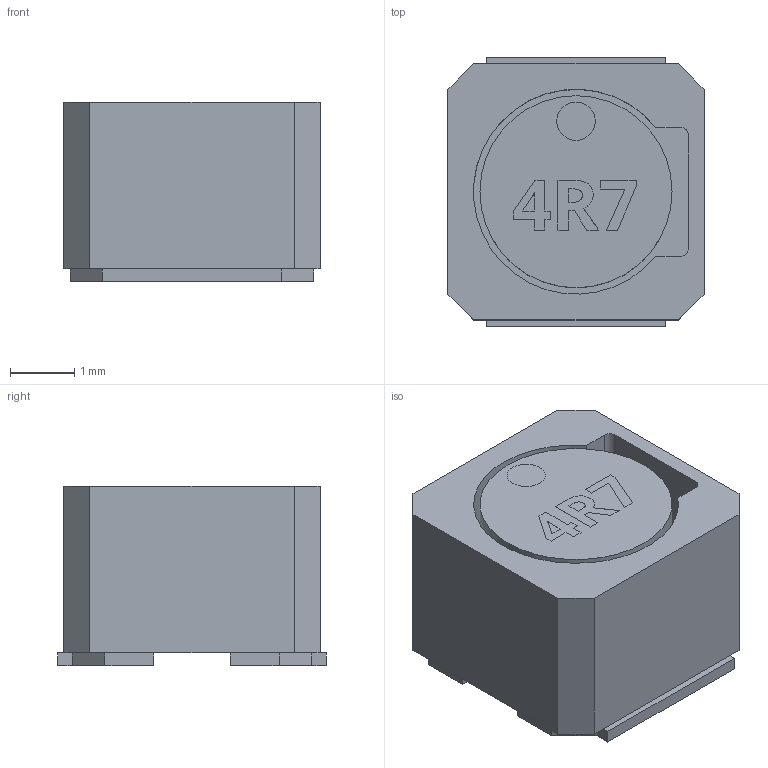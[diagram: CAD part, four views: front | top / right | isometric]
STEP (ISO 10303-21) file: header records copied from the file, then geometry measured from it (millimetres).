
FILE_DESCRIPTION(('FreeCAD Model'),'2;1');
FILE_NAME('VLCF4028-4R7.step', '2019-03-06T21:15:58',('Author'),(''), 'Open CASCADE STEP processor 7.2','FreeCAD','Unknown');
FILE_SCHEMA(('AUTOMOTIVE_DESIGN { 1 0 10303 214 1 1 1 1 }'));
Length unit declared in the file: millimetre
Products named in the file (5): Body; PAD2; PAD1; A1_Mark; Value
Bounding box: 4 x 4.2 x 2.8 mm (x, y, z)
Volume: 39.8 mm3; surface area: 137.8 mm2
Topology: 7 solids, 7 shells, 92 faces, 228 edges, 152 vertices
Faces by surface type: plane 75, extrusion 12, cylinder 5
Full cylindrical faces by diameter (mm): 0.6 x1, 3 x1
Entity records: 5796 total; most frequent: CARTESIAN_POINT 1067, DIRECTION 817, VECTOR 628, LINE 616, ORIENTED_EDGE 456, PCURVE 456, DEFINITIONAL_REPRESENTATION 456, EDGE_CURVE 228
